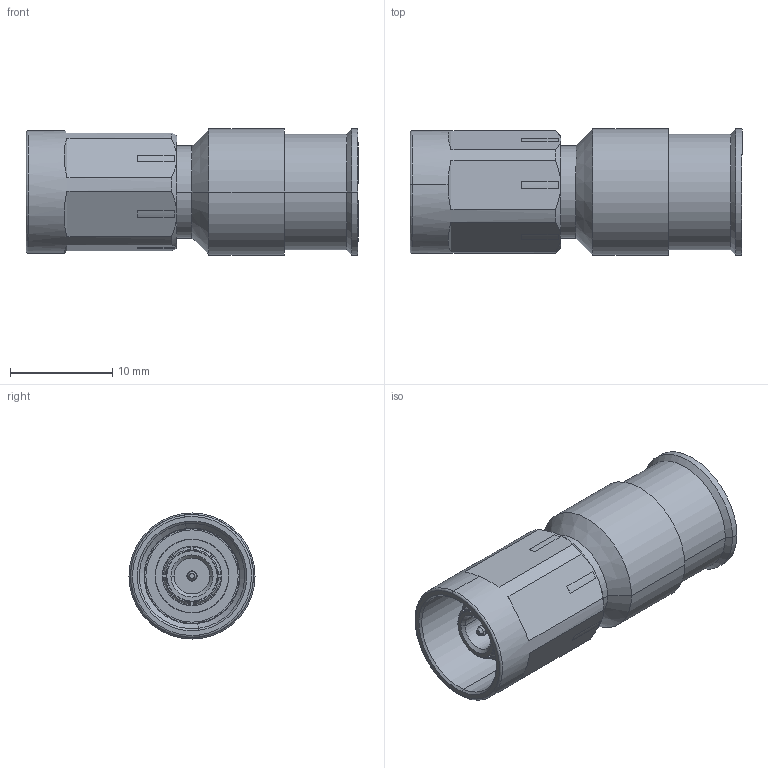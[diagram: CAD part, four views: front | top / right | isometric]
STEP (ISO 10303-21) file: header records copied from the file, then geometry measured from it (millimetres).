
FILE_DESCRIPTION (( 'STEP AP203' ), '1' );
FILE_NAME ('3190-6626.STEP', '2020-02-24T06:16:21', ( '' ), ( '' ), 'SwSTEP 2.0', 'SolidWorks 2018', '' );
FILE_SCHEMA (( 'CONFIG_CONTROL_DESIGN' ));
Length unit declared in the file: inch
Products named in the file (1): 3190-6626
Bounding box: 32.4 x 12.3 x 12.3 mm (x, y, z)
Volume: 2444.8 mm3; surface area: 2355 mm2
Topology: 1 solids, 1 shells, 191 faces, 460 edges, 288 vertices
Faces by surface type: plane 63, cylinder 55, cone 50, torus 22, sphere 1
Entity records: 5869 total; most frequent: CARTESIAN_POINT 1326, DIRECTION 976, ORIENTED_EDGE 912, EDGE_CURVE 456, AXIS2_PLACEMENT_3D 396, VERTEX_POINT 286, EDGE_LOOP 210, CIRCLE 204
